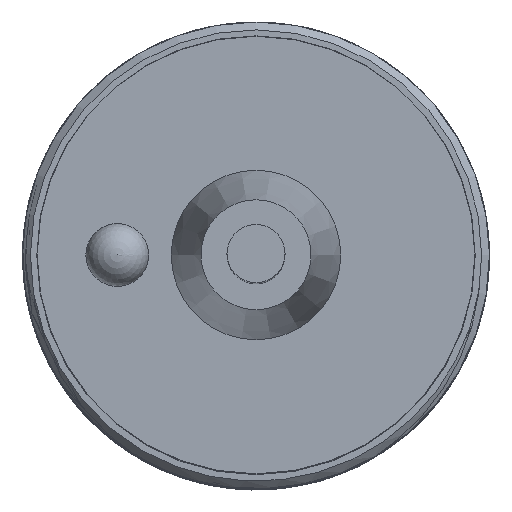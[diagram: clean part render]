
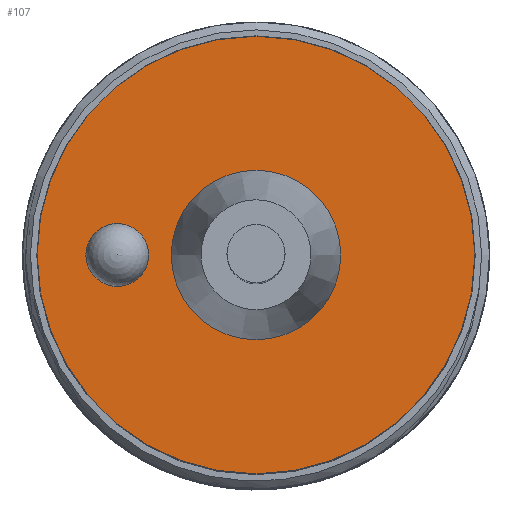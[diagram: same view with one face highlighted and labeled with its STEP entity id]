
A CAD part, top view. The second image highlights one B-rep face of the part: STEP entity #107.
In plain terms, the highlighted planar face has unit normal (0, 0, 1).
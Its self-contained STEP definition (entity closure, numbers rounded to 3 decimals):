
#84=FACE_BOUND('',#153,.T.);
#85=FACE_BOUND('',#154,.T.);
#86=FACE_BOUND('',#155,.T.);
#107=ADVANCED_FACE('',(#84,#85,#86),#118,.T.);
#118=PLANE('',#313);
#153=EDGE_LOOP('',(#209));
#154=EDGE_LOOP('',(#210));
#155=EDGE_LOOP('',(#211));
#209=ORIENTED_EDGE('',*,*,#264,.F.);
#210=ORIENTED_EDGE('',*,*,#263,.F.);
#211=ORIENTED_EDGE('',*,*,#265,.F.);
#235=VERTEX_POINT('',#4816);
#236=VERTEX_POINT('',#4819);
#237=VERTEX_POINT('',#4822);
#263=EDGE_CURVE('',#235,#235,#279,.T.);
#264=EDGE_CURVE('',#236,#236,#280,.T.);
#265=EDGE_CURVE('',#237,#237,#281,.T.);
#279=CIRCLE('',#308,5.396);
#280=CIRCLE('',#310,2.);
#281=CIRCLE('',#312,13.925);
#308=AXIS2_PLACEMENT_3D('',#4815,#371,#372);
#310=AXIS2_PLACEMENT_3D('',#4818,#375,#376);
#312=AXIS2_PLACEMENT_3D('',#4821,#379,#380);
#313=AXIS2_PLACEMENT_3D('',#4823,#381,#382);
#371=DIRECTION('',(0.,0.,1.));
#372=DIRECTION('',(-1.,0.,0.));
#375=DIRECTION('',(0.,0.,1.));
#376=DIRECTION('',(1.,0.,0.));
#379=DIRECTION('',(0.,0.,-1.));
#380=DIRECTION('',(1.,0.,0.));
#381=DIRECTION('',(0.,0.,1.));
#382=DIRECTION('',(1.,0.,0.));
#4815=CARTESIAN_POINT('',(602.987,-67.721,88.166));
#4816=CARTESIAN_POINT('',(597.591,-67.721,88.166));
#4818=CARTESIAN_POINT('',(594.162,-67.721,88.166));
#4819=CARTESIAN_POINT('',(596.162,-67.721,88.166));
#4821=CARTESIAN_POINT('',(602.987,-67.721,88.166));
#4822=CARTESIAN_POINT('',(616.912,-67.721,88.166));
#4823=CARTESIAN_POINT('',(602.987,-67.721,88.166));
